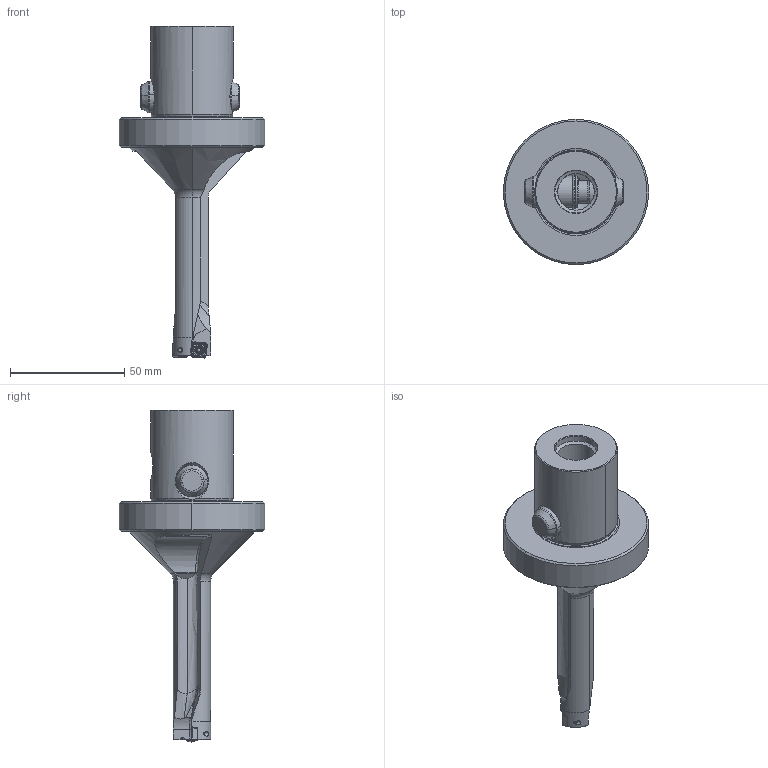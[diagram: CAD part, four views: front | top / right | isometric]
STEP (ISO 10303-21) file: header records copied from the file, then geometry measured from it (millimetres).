
FILE_DESCRIPTION(('no description'),'unknown implementation level');
FILE_NAME('BF5693F7-66B7-4754-B273-0C6F2BBBF1C0_export.stp',' ',('CIMSOURCE GmbH'),('CADClick - KiM GmbH - www.kimweb.de'),'unknown preprocess','ACIS','unknown authorization');
FILE_SCHEMA(('automotive_design'));
Length unit declared in the file: millimetre
Products named in the file (9): 337.417 Kaiser WB 17-68 X CKS6|337.417 Kaiser WB 17-68 X CKS6_437.417-4;NONE; 337.417 Kaiser WB 17-68 X CKS6|337.417 Kaiser WB 17-68 X CKS6_437.417-3;NONE; 337.417 Kaiser WB 17-68 X CKS6|337.417 Kaiser WB 17-68 X CKS6_437.417-2;NONE; 337.417 Kaiser WB 17-68 X CKS6|337.417 Kaiser WB 17-68 X CKS6_437.417-1;NONE; 337.417 Kaiser WB 17-68 X CKS6|337.417 Kaiser WB 17-68 X CKS6_437.417;NONE; 337.417 Kaiser WB 17-68 X CKS6|694.123 Kaiser ETL M2,5 X 5,8 T7 IP 10S_Standard;NONE; 337.417 Kaiser WB 17-68 X CKS6|691.506 Kaiser ETL D14 X 43K_Standard|693.305 Sprengring_Standard;NONE; 337.417 Kaiser WB 17-68 X CKS6|691.506 Kaiser ETL D14 X 43K_Standard|691.526 Mitnehmerbolzen_Standard;NONE
Bounding box: 63.5 x 63.5 x 145 mm (x, y, z)
Volume: 98715.2 mm3; surface area: 25353.1 mm2
Topology: 9 solids, 9 shells, 497 faces, 1247 edges, 768 vertices
Faces by surface type: cylinder 205, plane 162, torus 61, cone 60, bspline 9
Entity records: 31200 total; most frequent: CARTESIAN_POINT 5412, STYLED_ITEM 2519, PRESENTATION_STYLE_ASSIGNMENT 2519, COLOUR_RGB 2519, ORIENTED_EDGE 2490, DIRECTION 2416, EDGE_CURVE 1245, CURVE_STYLE 1245
